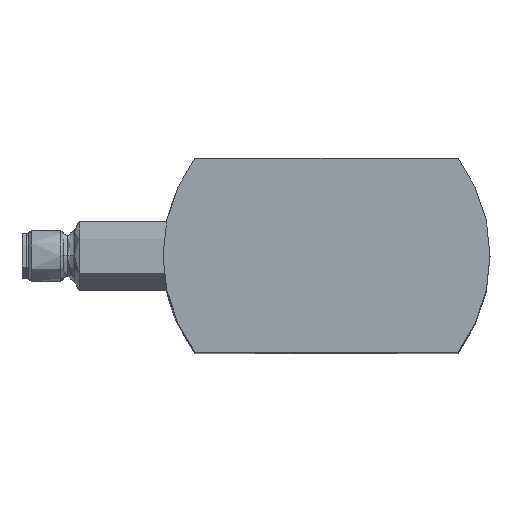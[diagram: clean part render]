
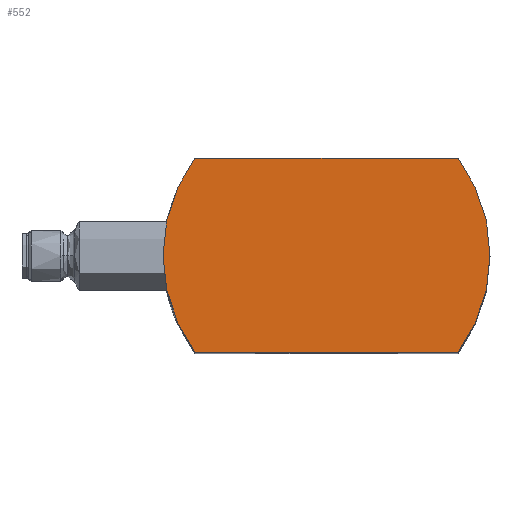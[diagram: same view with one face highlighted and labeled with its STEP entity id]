
A CAD part, top view. The second image highlights one B-rep face of the part: STEP entity #552.
In plain terms, the highlighted planar face has unit normal (0, 0, 1).
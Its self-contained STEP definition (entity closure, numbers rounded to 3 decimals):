
#552=ADVANCED_FACE('0:687',(#1101),#1102,.T.);
#1101=FACE_OUTER_BOUND('',#1825,.T.);
#1102=PLANE('',#1826);
#1825=EDGE_LOOP('',(#3119,#3120,#3121,#3122,#3123,#3124));
#1826=AXIS2_PLACEMENT_3D('',#3125,#3126,#3127);
#3119=ORIENTED_EDGE('',*,*,#3396,.F.);
#3120=ORIENTED_EDGE('',*,*,#3898,.F.);
#3121=ORIENTED_EDGE('',*,*,#3613,.F.);
#3122=ORIENTED_EDGE('',*,*,#3521,.F.);
#3123=ORIENTED_EDGE('',*,*,#3917,.F.);
#3124=ORIENTED_EDGE('',*,*,#3918,.F.);
#3125=CARTESIAN_POINT('',(0.0,0.0,200.0));
#3126=DIRECTION('',(0.0,0.0,1.0));
#3127=DIRECTION('',(1.0,-0.0,0.0));
#3396=EDGE_CURVE('0:2169',#3994,#3996,#3997,.T.);
#3521=EDGE_CURVE('0:2139',#4218,#4220,#4221,.T.);
#3613=EDGE_CURVE('0:732',#4220,#4362,#4366,.T.);
#3898=EDGE_CURVE('',#4362,#3994,#4756,.T.);
#3917=EDGE_CURVE('',#4777,#4218,#4778,.T.);
#3918=EDGE_CURVE('0:726',#3996,#4777,#4779,.T.);
#3994=VERTEX_POINT('',#4867);
#3996=VERTEX_POINT('',#4870);
#3997=LINE('',#4871,#4872);
#4218=VERTEX_POINT('',#5175);
#4220=VERTEX_POINT('',#5178);
#4221=LINE('',#5179,#5180);
#4362=VERTEX_POINT('',#5353);
#4366=CIRCLE('',#5358,38.0);
#4756=CIRCLE('',#5944,38.0);
#4777=VERTEX_POINT('',#5967);
#4778=CIRCLE('',#5968,38.0);
#4779=CIRCLE('',#5969,38.0);
#4867=CARTESIAN_POINT('',(30.623,-22.5,200.0));
#4870=CARTESIAN_POINT('',(-30.623,-22.5,200.0));
#4871=CARTESIAN_POINT('',(30.623,-22.5,200.0));
#4872=VECTOR('',#6041,0.);
#5175=CARTESIAN_POINT('',(-30.623,22.5,200.0));
#5178=CARTESIAN_POINT('',(30.623,22.5,200.0));
#5179=CARTESIAN_POINT('',(30.623,22.5,200.0));
#5180=VECTOR('',#6260,0.);
#5353=CARTESIAN_POINT('',(38.0,0.,200.0));
#5358=AXIS2_PLACEMENT_3D('',#6414,#6415,#6416);
#5944=AXIS2_PLACEMENT_3D('',#6820,#6821,#6822);
#5967=CARTESIAN_POINT('',(-38.0,0.,200.0));
#5968=AXIS2_PLACEMENT_3D('',#6843,#6844,#6845);
#5969=AXIS2_PLACEMENT_3D('',#6846,#6847,#6848);
#6041=DIRECTION('',(-1.0,0.,0.0));
#6260=DIRECTION('',(1.0,0.,0.0));
#6414=CARTESIAN_POINT('',(0.0,0.0,200.0));
#6415=DIRECTION('',(0.0,0.0,-1.0));
#6416=DIRECTION('',(1.0,0.0,0.0));
#6820=CARTESIAN_POINT('',(0.0,0.0,200.0));
#6821=DIRECTION('',(0.0,0.0,-1.0));
#6822=DIRECTION('',(1.0,0.0,0.0));
#6843=CARTESIAN_POINT('',(0.0,0.0,200.0));
#6844=DIRECTION('',(0.0,0.0,-1.0));
#6845=DIRECTION('',(1.0,0.0,0.0));
#6846=CARTESIAN_POINT('',(0.0,0.0,200.0));
#6847=DIRECTION('',(0.0,0.0,-1.0));
#6848=DIRECTION('',(1.0,0.0,0.0));
